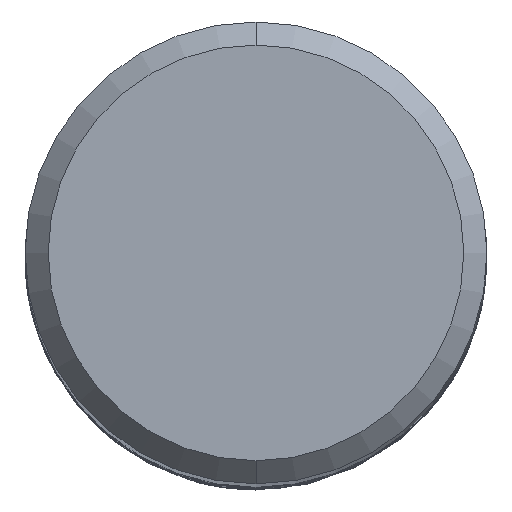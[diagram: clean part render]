
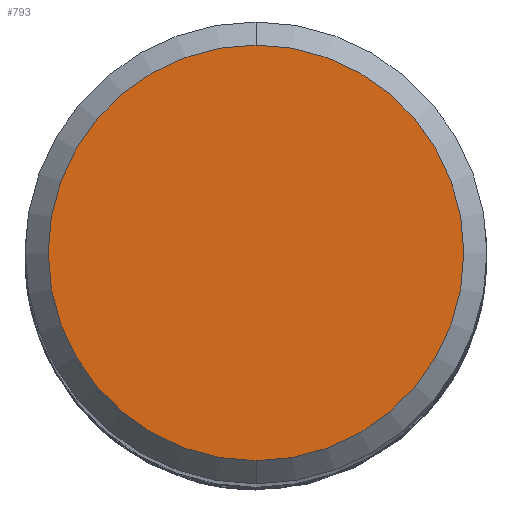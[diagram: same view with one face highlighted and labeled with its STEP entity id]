
A CAD part, top view. The second image highlights one B-rep face of the part: STEP entity #793.
In plain terms, the highlighted planar face has unit normal (0, 0, 1).
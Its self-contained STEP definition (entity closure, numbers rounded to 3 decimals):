
#761=VERTEX_POINT('',#2236);
#793=ADVANCED_FACE('',(#2271),#2272,.T.);
#1477=VERTEX_POINT('',#3015);
#1553=EDGE_CURVE('',#1477,#761,#3098,.T.);
#2183=EDGE_CURVE('',#761,#1477,#3788,.T.);
#2236=CARTESIAN_POINT('',(0.0,5.4,0.0));
#2271=FACE_OUTER_BOUND('',#4456,.T.);
#2272=PLANE('',#4457);
#3015=CARTESIAN_POINT('',(0.,-5.4,0.0));
#3098=CIRCLE('',#17206,5.4);
#3788=CIRCLE('',#28352,5.4);
#4456=EDGE_LOOP('',(#29455,#29456));
#4457=AXIS2_PLACEMENT_3D('',#29457,#29458,#29459);
#17206=AXIS2_PLACEMENT_3D('',#30204,#30205,#30206);
#28352=AXIS2_PLACEMENT_3D('',#30917,#30918,#30919);
#29455=ORIENTED_EDGE('',*,*,#2183,.F.);
#29456=ORIENTED_EDGE('',*,*,#1553,.F.);
#29457=CARTESIAN_POINT('',(0.0,2.7,0.0));
#29458=DIRECTION('',(-0.0,0.0,1.0));
#29459=DIRECTION('',(0.0,-1.0,0.0));
#30204=CARTESIAN_POINT('',(0.0,0.0,0.0));
#30205=DIRECTION('',(0.0,0.0,-1.0));
#30206=DIRECTION('',(0.0,1.0,0.0));
#30917=CARTESIAN_POINT('',(0.0,0.0,0.0));
#30918=DIRECTION('',(0.0,0.0,-1.0));
#30919=DIRECTION('',(0.0,1.0,0.0));
